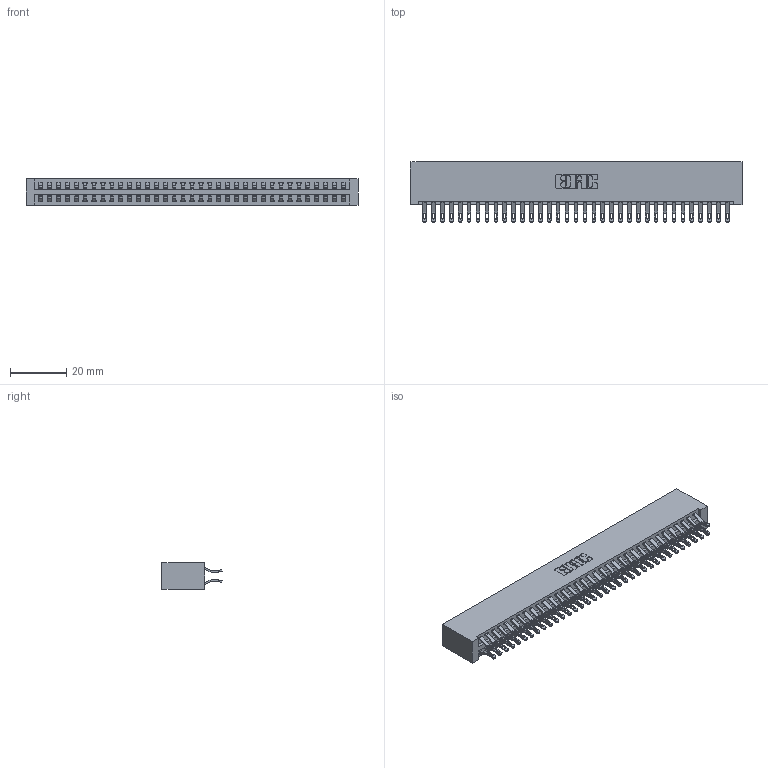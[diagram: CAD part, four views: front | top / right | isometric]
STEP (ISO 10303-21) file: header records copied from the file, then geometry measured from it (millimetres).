
FILE_DESCRIPTION (( 'STEP AP203' ), '1' );
FILE_NAME ('346-070-555-201.STEP', '2018-08-28T23:33:37', ( '' ), ( '' ), 'SwSTEP 2.0', 'SolidWorks 2016', '' );
FILE_SCHEMA (( 'CONFIG_CONTROL_DESIGN' ));
Length unit declared in the file: inch
Products named in the file (3): 346 Part_No Mounting Lugs; 345-292-001_555 Tail; 346-070-555-201
Assembly tree (71 placements, depth 2):
  346-070-555-201
    346 Part_No Mounting Lugs
    345-292-001_555 Tail  x70
Bounding box: 118.36 x 21.46 x 9.4 mm (x, y, z)
Volume: 12263.9 mm3; surface area: 17634.5 mm2
Topology: 71 solids, 71 shells, 4174 faces, 13115 edges, 8742 vertices
Faces by surface type: plane 2382, cylinder 1792
Entity records: 23833 total; most frequent: CARTESIAN_POINT 3970, ORIENTED_EDGE 3874, DIRECTION 3513, EDGE_CURVE 1937, VECTOR 1653, LINE 1653, VERTEX_POINT 1290, AXIS2_PLACEMENT_3D 930
